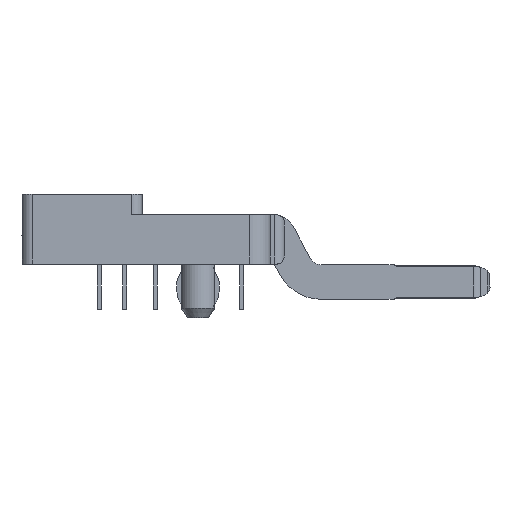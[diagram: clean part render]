
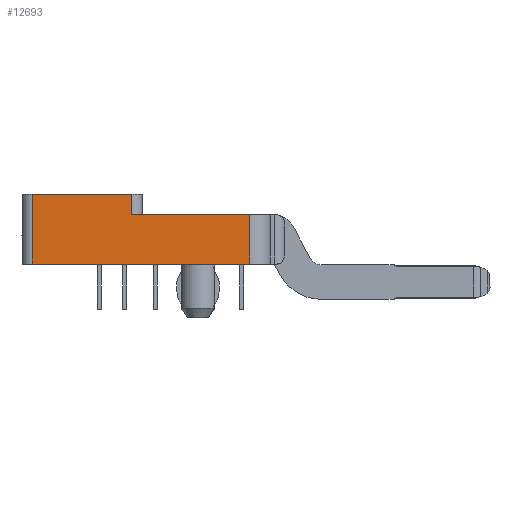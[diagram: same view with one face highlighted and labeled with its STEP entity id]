
A CAD part, left-side view. The second image highlights one B-rep face of the part: STEP entity #12693.
In plain terms, the highlighted planar face has unit normal (-1, 0, 0).
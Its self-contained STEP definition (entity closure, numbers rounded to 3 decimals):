
#5236=CARTESIAN_POINT('',(-34.95,8.15,0.));
#5237=VERTEX_POINT('',#5236);
#5245=CARTESIAN_POINT('',(-34.95,8.15,3.42));
#5246=VERTEX_POINT('',#5245);
#5247=CARTESIAN_POINT('',(-34.95,8.15,0.));
#5248=DIRECTION('',(0.0,0.0,1.0));
#5249=VECTOR('',#5248,3.42);
#5250=LINE('',#5247,#5249);
#5251=EDGE_CURVE('',#5237,#5246,#5250,.T.);
#12425=CARTESIAN_POINT('',(-34.95,-2.55,2.42));
#12426=VERTEX_POINT('',#12425);
#12434=CARTESIAN_POINT('',(-34.95,-2.55,0.));
#12435=VERTEX_POINT('',#12434);
#12436=CARTESIAN_POINT('',(-34.95,-2.55,0.));
#12437=DIRECTION('',(0.0,0.0,1.0));
#12438=VECTOR('',#12437,2.42);
#12439=LINE('',#12436,#12438);
#12440=EDGE_CURVE('',#12435,#12426,#12439,.T.);
#12624=CARTESIAN_POINT('',(-34.95,3.25,2.42));
#12625=VERTEX_POINT('',#12624);
#12633=CARTESIAN_POINT('',(-34.95,3.25,2.42));
#12634=DIRECTION('',(0.0,-1.0,0.0));
#12635=VECTOR('',#12634,5.8);
#12636=LINE('',#12633,#12635);
#12637=EDGE_CURVE('',#12625,#12426,#12636,.T.);
#12663=CARTESIAN_POINT('',(-34.95,3.05,-0.1));
#12664=DIRECTION('',(1.0,0.0,0.0));
#12665=DIRECTION('',(0.0,0.0,-1.0));
#12666=AXIS2_PLACEMENT_3D('',#12663,#12664,#12665);
#12667=PLANE('',#12666);
#12668=CARTESIAN_POINT('',(-34.95,3.25,3.42));
#12669=VERTEX_POINT('',#12668);
#12670=CARTESIAN_POINT('',(-34.95,3.25,3.42));
#12671=DIRECTION('',(0.0,0.0,-1.0));
#12672=VECTOR('',#12671,1.0);
#12673=LINE('',#12670,#12672);
#12674=EDGE_CURVE('',#12669,#12625,#12673,.T.);
#12675=ORIENTED_EDGE('',*,*,#12674,.F.);
#12676=CARTESIAN_POINT('',(-34.95,8.15,3.42));
#12677=DIRECTION('',(0.0,-1.0,0.0));
#12678=VECTOR('',#12677,4.9);
#12679=LINE('',#12676,#12678);
#12680=EDGE_CURVE('',#5246,#12669,#12679,.T.);
#12681=ORIENTED_EDGE('',*,*,#12680,.F.);
#12682=ORIENTED_EDGE('',*,*,#5251,.F.);
#12683=CARTESIAN_POINT('',(-34.95,-2.55,0.));
#12684=DIRECTION('',(0.0,1.0,0.0));
#12685=VECTOR('',#12684,10.7);
#12686=LINE('',#12683,#12685);
#12687=EDGE_CURVE('',#12435,#5237,#12686,.T.);
#12688=ORIENTED_EDGE('',*,*,#12687,.F.);
#12689=ORIENTED_EDGE('',*,*,#12440,.T.);
#12690=ORIENTED_EDGE('',*,*,#12637,.F.);
#12691=EDGE_LOOP('',(#12675,#12681,#12682,#12688,#12689,#12690));
#12692=FACE_OUTER_BOUND('',#12691,.T.);
#12693=ADVANCED_FACE('',(#12692),#12667,.F.);
